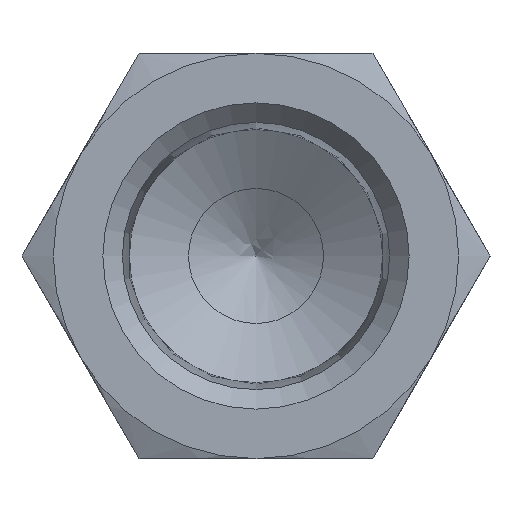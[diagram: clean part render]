
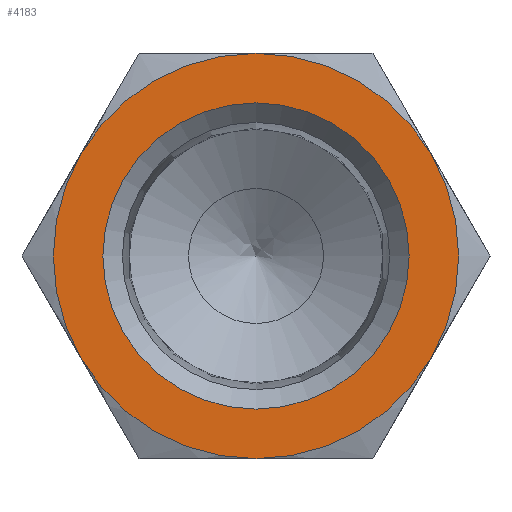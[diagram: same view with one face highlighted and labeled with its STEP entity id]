
A CAD part, left-side view. The second image highlights one B-rep face of the part: STEP entity #4183.
In plain terms, the highlighted planar face has unit normal (-1, 0, 0).
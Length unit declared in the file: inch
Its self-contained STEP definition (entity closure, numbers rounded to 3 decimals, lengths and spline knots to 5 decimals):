
#2944=CARTESIAN_POINT('',(0.0,0.,0.5625));
#2945=VERTEX_POINT('',#2944);
#3286=CARTESIAN_POINT('',(0.0,0.,0.425));
#3287=VERTEX_POINT('',#3286);
#3288=CARTESIAN_POINT('',(0.0,0.,0.));
#3289=DIRECTION('',(1.0,0.0,0.0));
#3290=DIRECTION('',(0.0,0.0,-1.0));
#3291=AXIS2_PLACEMENT_3D('',#3288,#3289,#3290);
#3292=CIRCLE('',#3291,0.425);
#3293=EDGE_CURVE('',#3287,#3287,#3292,.T.);
#3834=CARTESIAN_POINT('',(0.0,0.48714,0.28125));
#3835=VERTEX_POINT('',#3834);
#3849=CARTESIAN_POINT('',(0.0,0.0,0.0));
#3850=DIRECTION('',(-1.0,0.0,0.0));
#3851=DIRECTION('',(0.0,1.0,0.0));
#3852=AXIS2_PLACEMENT_3D('',#3849,#3850,#3851);
#3853=CIRCLE('',#3852,0.5625);
#3854=EDGE_CURVE('',#2945,#3835,#3853,.T.);
#3864=CARTESIAN_POINT('',(0.0,-0.48714,0.28125));
#3865=VERTEX_POINT('',#3864);
#3880=CARTESIAN_POINT('',(0.0,0.0,0.0));
#3881=DIRECTION('',(-1.0,0.0,0.0));
#3882=DIRECTION('',(0.0,1.0,0.0));
#3883=AXIS2_PLACEMENT_3D('',#3880,#3881,#3882);
#3884=CIRCLE('',#3883,0.5625);
#3885=EDGE_CURVE('',#3865,#2945,#3884,.T.);
#3897=CARTESIAN_POINT('',(0.0,-0.48714,-0.28125));
#3898=VERTEX_POINT('',#3897);
#3925=CARTESIAN_POINT('',(0.0,0.0,0.0));
#3926=DIRECTION('',(-1.0,0.0,0.0));
#3927=DIRECTION('',(0.0,1.0,0.0));
#3928=AXIS2_PLACEMENT_3D('',#3925,#3926,#3927);
#3929=CIRCLE('',#3928,0.5625);
#3930=EDGE_CURVE('',#3898,#3865,#3929,.T.);
#3955=CARTESIAN_POINT('',(0.0,0.0,-0.5625));
#3956=VERTEX_POINT('',#3955);
#3957=CARTESIAN_POINT('',(0.0,0.0,0.0));
#3958=DIRECTION('',(-1.0,0.0,0.0));
#3959=DIRECTION('',(0.0,1.0,0.0));
#3960=AXIS2_PLACEMENT_3D('',#3957,#3958,#3959);
#3961=CIRCLE('',#3960,0.5625);
#3962=EDGE_CURVE('',#3956,#3898,#3961,.T.);
#4000=CARTESIAN_POINT('',(0.0,0.48714,-0.28125));
#4001=VERTEX_POINT('',#4000);
#4002=CARTESIAN_POINT('',(0.0,0.0,0.0));
#4003=DIRECTION('',(-1.0,0.0,0.0));
#4004=DIRECTION('',(0.0,1.0,0.0));
#4005=AXIS2_PLACEMENT_3D('',#4002,#4003,#4004);
#4006=CIRCLE('',#4005,0.5625);
#4007=EDGE_CURVE('',#4001,#3956,#4006,.T.);
#4045=CARTESIAN_POINT('',(0.0,0.0,0.0));
#4046=DIRECTION('',(-1.0,0.0,0.0));
#4047=DIRECTION('',(0.0,1.0,0.0));
#4048=AXIS2_PLACEMENT_3D('',#4045,#4046,#4047);
#4049=CIRCLE('',#4048,0.5625);
#4050=EDGE_CURVE('',#3835,#4001,#4049,.T.);
#4167=CARTESIAN_POINT('',(0.0,0.,0.));
#4168=DIRECTION('',(1.0,0.0,0.0));
#4169=DIRECTION('',(0.0,0.0,-1.0));
#4170=AXIS2_PLACEMENT_3D('',#4167,#4168,#4169);
#4171=PLANE('',#4170);
#4172=ORIENTED_EDGE('',*,*,#4050,.T.);
#4173=ORIENTED_EDGE('',*,*,#4007,.T.);
#4174=ORIENTED_EDGE('',*,*,#3962,.T.);
#4175=ORIENTED_EDGE('',*,*,#3930,.T.);
#4176=ORIENTED_EDGE('',*,*,#3885,.T.);
#4177=ORIENTED_EDGE('',*,*,#3854,.T.);
#4178=EDGE_LOOP('',(#4172,#4173,#4174,#4175,#4176,#4177));
#4179=FACE_OUTER_BOUND('',#4178,.T.);
#4180=ORIENTED_EDGE('',*,*,#3293,.T.);
#4181=EDGE_LOOP('',(#4180));
#4182=FACE_BOUND('',#4181,.T.);
#4183=ADVANCED_FACE('',(#4179,#4182),#4171,.F.);
